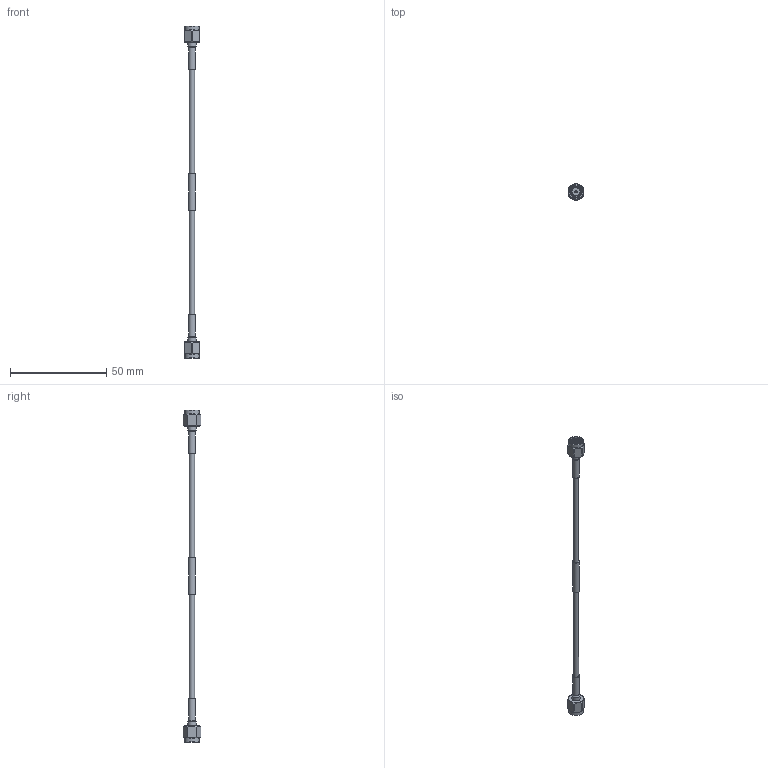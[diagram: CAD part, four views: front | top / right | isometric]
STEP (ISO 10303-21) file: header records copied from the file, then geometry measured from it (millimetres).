
FILE_DESCRIPTION (( 'STEP AP203' ), '1' );
FILE_NAME ('FMCA1039_3D.step', '2020-11-18T18:29:55', ( '' ), ( '' ), 'SwSTEP 2.0', 'SolidWorks 2018', '' );
FILE_SCHEMA (( 'CONFIG_CONTROL_DESIGN' ));
Length unit declared in the file: inch
Products named in the file (4): FMCA1039_3D; SMA Male -PE-086FLEX^FMCA1039; Label^FMCA1039; FM086FLEX ^FMCA1039_PE-P086
Assembly tree (4 placements, depth 2):
  FMCA1039_3D
    FM086FLEX ^FMCA1039_PE-P086
    SMA Male -PE-086FLEX^FMCA1039  x2
    Label^FMCA1039
Bounding box: 7.94 x 8.99 x 172.57 mm (x, y, z)
Volume: 1871.6 mm3; surface area: 2677.7 mm2
Topology: 4 solids, 6 shells, 100 faces, 250 edges, 174 vertices
Faces by surface type: cylinder 44, plane 36, cone 10, bspline 10
Full cylindrical faces by diameter (mm): 0.94 x2, 1.194 x2, 2.642 x3, 3.404 x2, 3.607 x3, 4.42 x2, 4.445 x2, 6.35 x12, 7.762 x2
Entity records: 3849 total; most frequent: CARTESIAN_POINT 2425, ORIENTED_EDGE 200, DIRECTION 186, EDGE_CURVE 100, AXIS2_PLACEMENT_3D 87, VERTEX_POINT 84, EDGE_LOOP 70, FACE_OUTER_BOUND 60
